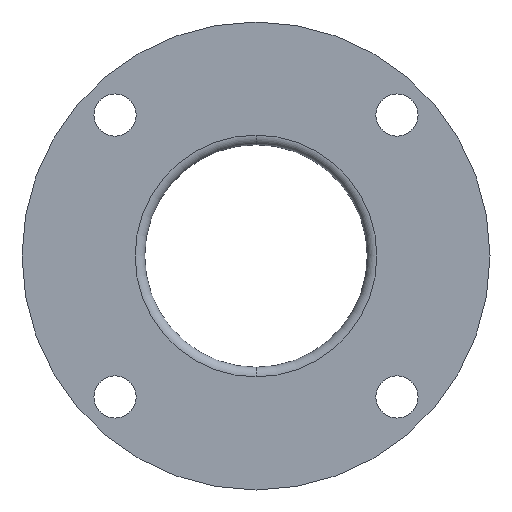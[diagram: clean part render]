
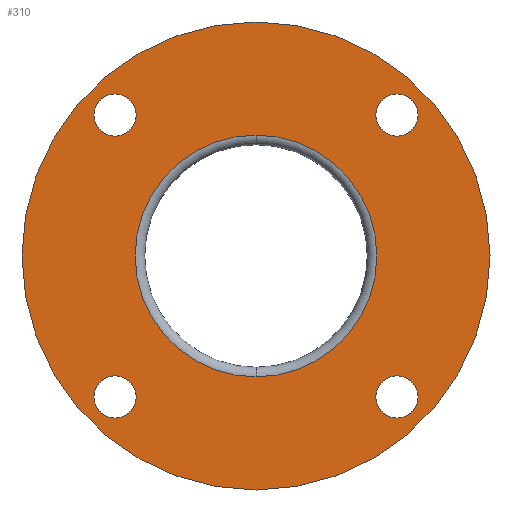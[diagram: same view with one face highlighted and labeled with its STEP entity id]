
A CAD part, front view. The second image highlights one B-rep face of the part: STEP entity #310.
In plain terms, the highlighted planar face has unit normal (0, -1, 0).
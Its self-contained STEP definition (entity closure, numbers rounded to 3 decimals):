
#3 = EDGE_CURVE ( 'NONE', #59, #270, #278, .T. ) ;
#4 = AXIS2_PLACEMENT_3D ( 'NONE', #707, #595, #475 ) ;
#6 = FACE_BOUND ( 'NONE', #245, .T. ) ;
#11 = CARTESIAN_POINT ( 'NONE',  ( 0., -8., 0. ) ) ;
#15 = FACE_OUTER_BOUND ( 'NONE', #179, .T. ) ;
#16 = ORIENTED_EDGE ( 'NONE', *, *, #363, .F. ) ;
#21 = EDGE_CURVE ( 'NONE', #218, #467, #185, .T. ) ;
#31 = FACE_BOUND ( 'NONE', #37, .T. ) ;
#32 = VERTEX_POINT ( 'NONE', #41 ) ;
#37 = EDGE_LOOP ( 'NONE', ( #317, #205 ) ) ;
#41 = CARTESIAN_POINT ( 'NONE',  ( 0., -8., 31.5 ) ) ;
#46 = DIRECTION ( 'NONE',  ( 0., 1., 0. ) ) ;
#50 = CARTESIAN_POINT ( 'NONE',  ( -36.75, -8., 42.25 ) ) ;
#57 = DIRECTION ( 'NONE',  ( 0., 0., 1. ) ) ;
#59 = VERTEX_POINT ( 'NONE', #596 ) ;
#60 = DIRECTION ( 'NONE',  ( 0., 0., 1. ) ) ;
#61 = CIRCLE ( 'NONE', #535, 5.5 ) ;
#117 = CARTESIAN_POINT ( 'NONE',  ( 36.75, -8., -36.75 ) ) ;
#120 = CARTESIAN_POINT ( 'NONE',  ( -36.75, -8., -36.75 ) ) ;
#128 = DIRECTION ( 'NONE',  ( 0., 1., 0. ) ) ;
#129 = AXIS2_PLACEMENT_3D ( 'NONE', #692, #295, #632 ) ;
#159 = CARTESIAN_POINT ( 'NONE',  ( 0., -8., 0. ) ) ;
#170 = FACE_BOUND ( 'NONE', #705, .T. ) ;
#172 = EDGE_LOOP ( 'NONE', ( #202, #306 ) ) ;
#177 = DIRECTION ( 'NONE',  ( 0., 0., 1. ) ) ;
#179 = EDGE_LOOP ( 'NONE', ( #681, #16 ) ) ;
#185 = CIRCLE ( 'NONE', #564, 5.5 ) ;
#191 = CIRCLE ( 'NONE', #495, 31.5 ) ;
#193 = CIRCLE ( 'NONE', #573, 61. ) ;
#202 = ORIENTED_EDGE ( 'NONE', *, *, #21, .T. ) ;
#205 = ORIENTED_EDGE ( 'NONE', *, *, #498, .T. ) ;
#209 = CIRCLE ( 'NONE', #528, 61. ) ;
#213 = VERTEX_POINT ( 'NONE', #662 ) ;
#216 = EDGE_LOOP ( 'NONE', ( #420, #713 ) ) ;
#217 = DIRECTION ( 'NONE',  ( 0., 0., 1. ) ) ;
#218 = VERTEX_POINT ( 'NONE', #283 ) ;
#219 = EDGE_CURVE ( 'NONE', #270, #59, #695, .T. ) ;
#232 = DIRECTION ( 'NONE',  ( 0., 1., 0. ) ) ;
#237 = CARTESIAN_POINT ( 'NONE',  ( 36.75, -8., 36.75 ) ) ;
#241 = AXIS2_PLACEMENT_3D ( 'NONE', #159, #247, #577 ) ;
#242 = DIRECTION ( 'NONE',  ( 0., 0., 1. ) ) ;
#245 = EDGE_LOOP ( 'NONE', ( #358, #473 ) ) ;
#247 = DIRECTION ( 'NONE',  ( 0., 1., 0. ) ) ;
#249 = CARTESIAN_POINT ( 'NONE',  ( 0., -8., 61. ) ) ;
#259 = DIRECTION ( 'NONE',  ( 0., 0., 1. ) ) ;
#261 = CARTESIAN_POINT ( 'NONE',  ( -36.75, -8., 36.75 ) ) ;
#265 = CIRCLE ( 'NONE', #129, 5.5 ) ;
#270 = VERTEX_POINT ( 'NONE', #556 ) ;
#278 = CIRCLE ( 'NONE', #482, 5.5 ) ;
#283 = CARTESIAN_POINT ( 'NONE',  ( -36.75, -8., 31.25 ) ) ;
#289 = DIRECTION ( 'NONE',  ( 0., 1., 0. ) ) ;
#291 = CARTESIAN_POINT ( 'NONE',  ( 36.75, -8., 36.75 ) ) ;
#292 = VERTEX_POINT ( 'NONE', #380 ) ;
#295 = DIRECTION ( 'NONE',  ( 0., 1., 0. ) ) ;
#299 = EDGE_CURVE ( 'NONE', #292, #213, #265, .T. ) ;
#306 = ORIENTED_EDGE ( 'NONE', *, *, #432, .T. ) ;
#310 = ADVANCED_FACE ( 'NONE', ( #15, #31, #586, #170, #6, #649 ), #347, .F. ) ;
#317 = ORIENTED_EDGE ( 'NONE', *, *, #346, .T. ) ;
#330 = EDGE_CURVE ( 'NONE', #588, #680, #610, .T. ) ;
#339 = DIRECTION ( 'NONE',  ( 0., 1., 0. ) ) ;
#346 = EDGE_CURVE ( 'NONE', #520, #32, #191, .T. ) ;
#347 = PLANE ( 'NONE',  #241 ) ;
#358 = ORIENTED_EDGE ( 'NONE', *, *, #385, .T. ) ;
#363 = EDGE_CURVE ( 'NONE', #567, #523, #209, .T. ) ;
#368 = EDGE_CURVE ( 'NONE', #523, #567, #193, .T. ) ;
#377 = CARTESIAN_POINT ( 'NONE',  ( 36.75, -8., 42.25 ) ) ;
#380 = CARTESIAN_POINT ( 'NONE',  ( -36.75, -8., -42.25 ) ) ;
#381 = AXIS2_PLACEMENT_3D ( 'NONE', #291, #628, #242 ) ;
#385 = EDGE_CURVE ( 'NONE', #680, #588, #61, .T. ) ;
#393 = CIRCLE ( 'NONE', #694, 5.5 ) ;
#420 = ORIENTED_EDGE ( 'NONE', *, *, #299, .T. ) ;
#432 = EDGE_CURVE ( 'NONE', #467, #218, #543, .T. ) ;
#440 = DIRECTION ( 'NONE',  ( 0., 1., 0. ) ) ;
#441 = DIRECTION ( 'NONE',  ( 0., 1., 0. ) ) ;
#444 = EDGE_CURVE ( 'NONE', #213, #292, #393, .T. ) ;
#449 = DIRECTION ( 'NONE',  ( 0., 0., 1. ) ) ;
#467 = VERTEX_POINT ( 'NONE', #50 ) ;
#468 = AXIS2_PLACEMENT_3D ( 'NONE', #117, #440, #57 ) ;
#473 = ORIENTED_EDGE ( 'NONE', *, *, #330, .T. ) ;
#475 = DIRECTION ( 'NONE',  ( 0., 0., 1. ) ) ;
#482 = AXIS2_PLACEMENT_3D ( 'NONE', #522, #46, #217 ) ;
#488 = DIRECTION ( 'NONE',  ( 0., 1., 0. ) ) ;
#495 = AXIS2_PLACEMENT_3D ( 'NONE', #684, #289, #627 ) ;
#498 = EDGE_CURVE ( 'NONE', #32, #520, #525, .T. ) ;
#510 = CARTESIAN_POINT ( 'NONE',  ( 0., -8., 0. ) ) ;
#518 = CARTESIAN_POINT ( 'NONE',  ( 36.75, -8., 31.25 ) ) ;
#520 = VERTEX_POINT ( 'NONE', #536 ) ;
#521 = CARTESIAN_POINT ( 'NONE',  ( 0., -8., -61. ) ) ;
#522 = CARTESIAN_POINT ( 'NONE',  ( 36.75, -8., -36.75 ) ) ;
#523 = VERTEX_POINT ( 'NONE', #521 ) ;
#525 = CIRCLE ( 'NONE', #4, 31.5 ) ;
#528 = AXIS2_PLACEMENT_3D ( 'NONE', #510, #128, #449 ) ;
#535 = AXIS2_PLACEMENT_3D ( 'NONE', #237, #568, #177 ) ;
#536 = CARTESIAN_POINT ( 'NONE',  ( 0., -8., -31.5 ) ) ;
#543 = CIRCLE ( 'NONE', #579, 5.5 ) ;
#556 = CARTESIAN_POINT ( 'NONE',  ( 36.75, -8., -31.25 ) ) ;
#560 = DIRECTION ( 'NONE',  ( 0., 0., 1. ) ) ;
#564 = AXIS2_PLACEMENT_3D ( 'NONE', #261, #488, #259 ) ;
#567 = VERTEX_POINT ( 'NONE', #249 ) ;
#568 = DIRECTION ( 'NONE',  ( 0., 1., 0. ) ) ;
#573 = AXIS2_PLACEMENT_3D ( 'NONE', #11, #339, #682 ) ;
#577 = DIRECTION ( 'NONE',  ( 0., 0., 1. ) ) ;
#579 = AXIS2_PLACEMENT_3D ( 'NONE', #618, #232, #560 ) ;
#586 = FACE_BOUND ( 'NONE', #216, .T. ) ;
#588 = VERTEX_POINT ( 'NONE', #377 ) ;
#595 = DIRECTION ( 'NONE',  ( 0., 1., 0. ) ) ;
#596 = CARTESIAN_POINT ( 'NONE',  ( 36.75, -8., -42.25 ) ) ;
#610 = CIRCLE ( 'NONE', #381, 5.5 ) ;
#618 = CARTESIAN_POINT ( 'NONE',  ( -36.75, -8., 36.75 ) ) ;
#627 = DIRECTION ( 'NONE',  ( 0., 0., 1. ) ) ;
#628 = DIRECTION ( 'NONE',  ( 0., 1., 0. ) ) ;
#632 = DIRECTION ( 'NONE',  ( 0., 0., 1. ) ) ;
#636 = ORIENTED_EDGE ( 'NONE', *, *, #3, .T. ) ;
#649 = FACE_BOUND ( 'NONE', #172, .T. ) ;
#662 = CARTESIAN_POINT ( 'NONE',  ( -36.75, -8., -31.25 ) ) ;
#675 = ORIENTED_EDGE ( 'NONE', *, *, #219, .T. ) ;
#680 = VERTEX_POINT ( 'NONE', #518 ) ;
#681 = ORIENTED_EDGE ( 'NONE', *, *, #368, .F. ) ;
#682 = DIRECTION ( 'NONE',  ( 0., 0., 1. ) ) ;
#684 = CARTESIAN_POINT ( 'NONE',  ( 0., -8., 0. ) ) ;
#692 = CARTESIAN_POINT ( 'NONE',  ( -36.75, -8., -36.75 ) ) ;
#694 = AXIS2_PLACEMENT_3D ( 'NONE', #120, #441, #60 ) ;
#695 = CIRCLE ( 'NONE', #468, 5.5 ) ;
#705 = EDGE_LOOP ( 'NONE', ( #636, #675 ) ) ;
#707 = CARTESIAN_POINT ( 'NONE',  ( 0., -8., 0. ) ) ;
#713 = ORIENTED_EDGE ( 'NONE', *, *, #444, .T. ) ;
